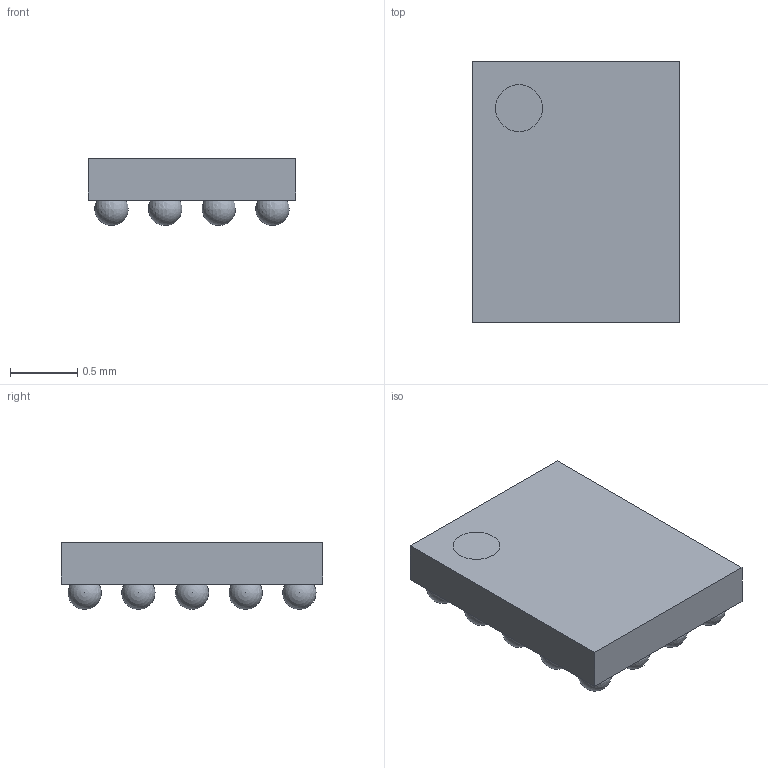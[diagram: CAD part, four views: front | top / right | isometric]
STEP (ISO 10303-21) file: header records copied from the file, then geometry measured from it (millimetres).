
FILE_DESCRIPTION(/* description */ (''),/* implementation_level */ '2;1');
FILE_NAME(/* name */ 'BGA20C40P4X5_155X195X50.stp',/* time_stamp */ '2016-06-10T11:09:37+02:00',/* author */ ('riccim'),/* organization */ (''),/* preprocessor_version */ 'ST-DEVELOPER v15.5',/* originating_system */ 'AutoCAD Mechanical',/* authorisation */ '');
FILE_SCHEMA (('AUTOMOTIVE_DESIGN { 1 0 10303 214 3 1 1 }'));
Length unit declared in the file: millimetre
Products named in the file (1): Product
Bounding box: 1.55 x 1.95 x 0.5 mm (x, y, z)
Volume: 1.1 mm3; surface area: 12.7 mm2
Topology: 22 solids, 22 shells, 36 faces, 83 edges, 57 vertices
Faces by surface type: sphere 25, plane 9, cylinder 2
Full cylindrical faces by diameter (mm): 0.35 x2
Entity records: 852 total; most frequent: DIRECTION 144, CARTESIAN_POINT 135, ORIENTED_EDGE 82, AXIS2_PLACEMENT_3D 66, VERTEX_POINT 57, EDGE_LOOP 44, EDGE_CURVE 41, FACE_OUTER_BOUND 36
